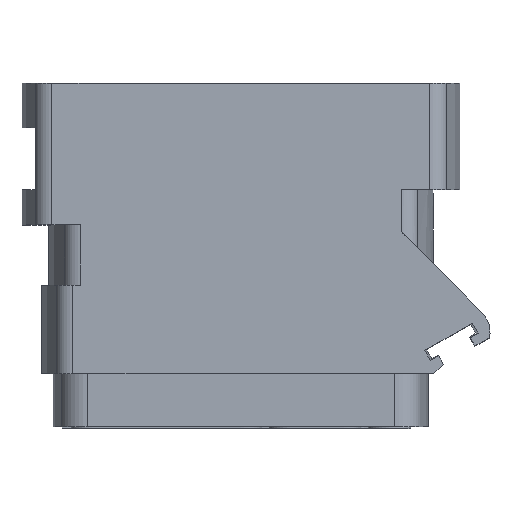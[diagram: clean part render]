
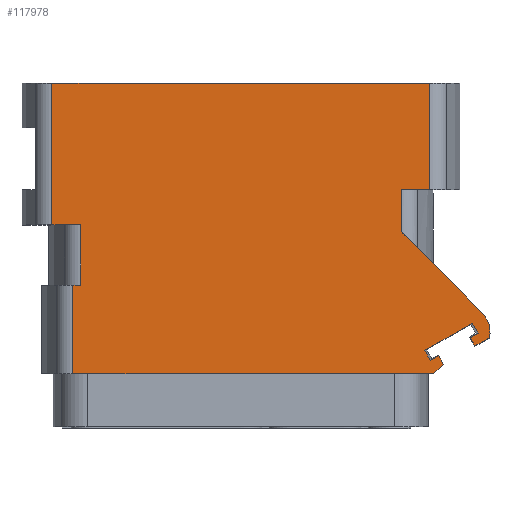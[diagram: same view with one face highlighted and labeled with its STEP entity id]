
A CAD part, top view. The second image highlights one B-rep face of the part: STEP entity #117978.
In plain terms, the highlighted planar face has unit normal (0, 0, 1).
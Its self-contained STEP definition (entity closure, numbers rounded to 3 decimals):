
#10=DIRECTION('',(-1.,0.,0.));
#11=VECTOR('',#10,21.35);
#12=CARTESIAN_POINT('',(10.675,0.,5.));
#13=LINE('',#12,#11);
#96=DIRECTION('',(0.866,0.5,0.));
#97=VECTOR('',#96,0.525);
#98=CARTESIAN_POINT('',(10.725,-15.663,5.));
#99=LINE('',#98,#97);
#100=DIRECTION('',(0.5,-0.866,0.));
#101=VECTOR('',#100,0.55);
#102=CARTESIAN_POINT('',(11.18,-15.4,5.));
#103=LINE('',#102,#101);
#104=DIRECTION('',(-0.727,-0.686,0.));
#105=VECTOR('',#104,0.763);
#106=CARTESIAN_POINT('',(11.455,-15.877,5.));
#107=LINE('',#106,#105);
#108=CARTESIAN_POINT('',(12.588,-14.043,5.));
#109=DIRECTION('',(0.,0.,-1.));
#110=DIRECTION('',(0.707,0.707,0.));
#111=AXIS2_PLACEMENT_3D('',#108,#109,#110);
#113=DIRECTION('',(-0.866,-0.5,0.));
#114=VECTOR('',#113,0.947);
#115=CARTESIAN_POINT('',(14.05,-14.378,5.));
#116=LINE('',#115,#114);
#117=DIRECTION('',(-0.5,0.866,0.));
#118=VECTOR('',#117,0.55);
#119=CARTESIAN_POINT('',(13.23,-14.852,5.));
#120=LINE('',#119,#118);
#121=DIRECTION('',(0.866,0.5,0.));
#122=VECTOR('',#121,0.525);
#123=CARTESIAN_POINT('',(12.955,-14.375,5.));
#124=LINE('',#123,#122);
#125=DIRECTION('',(-0.866,-0.5,0.));
#126=VECTOR('',#125,3.1);
#127=CARTESIAN_POINT('',(13.085,-13.55,5.));
#128=LINE('',#127,#126);
#146=DIRECTION('',(1.,0.,0.));
#147=VECTOR('',#146,20.392);
#148=CARTESIAN_POINT('',(-9.492,-16.4,5.));
#149=LINE('',#148,#147);
#219=DIRECTION('',(-1.,0.,0.));
#220=VECTOR('',#219,0.436);
#221=CARTESIAN_POINT('',(-9.056,-11.4,5.));
#222=LINE('',#221,#220);
#246=DIRECTION('',(1.,0.,0.));
#247=VECTOR('',#246,1.619);
#248=CARTESIAN_POINT('',(-10.675,-8.,5.));
#249=LINE('',#248,#247);
#273=DIRECTION('',(0.,-1.,0.));
#274=VECTOR('',#273,3.4);
#275=CARTESIAN_POINT('',(-9.056,-8.,5.));
#276=LINE('',#275,#274);
#300=DIRECTION('',(0.,-1.,0.));
#301=VECTOR('',#300,8.);
#302=CARTESIAN_POINT('',(-10.675,0.,5.));
#303=LINE('',#302,#301);
#345=DIRECTION('',(0.,-1.,0.));
#346=VECTOR('',#345,5.);
#347=CARTESIAN_POINT('',(-9.492,-11.4,5.));
#348=LINE('',#347,#346);
#93597=DIRECTION('',(0.,1.,0.));
#93598=VECTOR('',#93597,6.);
#93599=CARTESIAN_POINT('',(10.675,-6.,5.));
#93600=LINE('',#93599,#93598);
#93629=DIRECTION('',(1.,0.,0.));
#93630=VECTOR('',#93629,1.619);
#93631=CARTESIAN_POINT('',(9.056,-6.,5.));
#93632=LINE('',#93631,#93630);
#93677=DIRECTION('',(-0.707,0.707,0.));
#93678=VECTOR('',#93677,6.495);
#93679=CARTESIAN_POINT('',(13.649,-12.983,5.));
#93680=LINE('',#93679,#93678);
#93735=DIRECTION('',(0.,1.,0.));
#93736=VECTOR('',#93735,2.39);
#93737=CARTESIAN_POINT('',(9.056,-8.39,5.));
#93738=LINE('',#93737,#93736);
#93780=DIRECTION('',(0.5,-0.866,0.));
#93781=VECTOR('',#93780,0.65);
#93782=CARTESIAN_POINT('',(13.085,-13.55,5.));
#93783=LINE('',#93782,#93781);
#93820=DIRECTION('',(-0.5,0.866,0.));
#93821=VECTOR('',#93820,0.65);
#93822=CARTESIAN_POINT('',(10.725,-15.663,5.));
#93823=LINE('',#93822,#93821);
#93824=CARTESIAN_POINT('',(13.649,-12.983,5.));
#93825=CARTESIAN_POINT('',(14.05,-14.378,5.));
#93826=VERTEX_POINT('',#93824);
#93827=VERTEX_POINT('',#93825);
#93828=CARTESIAN_POINT('',(13.23,-14.852,5.));
#93829=VERTEX_POINT('',#93828);
#94440=CARTESIAN_POINT('',(10.675,-6.,5.));
#94441=VERTEX_POINT('',#94440);
#94442=CARTESIAN_POINT('',(10.675,0.,5.));
#94443=VERTEX_POINT('',#94442);
#94466=CARTESIAN_POINT('',(-10.675,0.,5.));
#94467=VERTEX_POINT('',#94466);
#94474=CARTESIAN_POINT('',(-10.675,-8.,5.));
#94475=VERTEX_POINT('',#94474);
#94488=CARTESIAN_POINT('',(9.056,-8.39,5.));
#94489=CARTESIAN_POINT('',(9.056,-6.,5.));
#94490=VERTEX_POINT('',#94488);
#94491=VERTEX_POINT('',#94489);
#94504=CARTESIAN_POINT('',(-9.056,-8.,5.));
#94505=CARTESIAN_POINT('',(-9.056,-11.4,5.));
#94506=VERTEX_POINT('',#94504);
#94507=VERTEX_POINT('',#94505);
#94520=CARTESIAN_POINT('',(-9.492,-11.4,5.));
#94521=VERTEX_POINT('',#94520);
#94522=CARTESIAN_POINT('',(-9.492,-16.4,5.));
#94523=VERTEX_POINT('',#94522);
#94524=CARTESIAN_POINT('',(10.9,-16.4,5.));
#94525=VERTEX_POINT('',#94524);
#94528=CARTESIAN_POINT('',(11.455,-15.877,5.));
#94529=VERTEX_POINT('',#94528);
#94536=CARTESIAN_POINT('',(10.4,-15.1,5.));
#94537=VERTEX_POINT('',#94536);
#94538=CARTESIAN_POINT('',(13.085,-13.55,5.));
#94540=VERTEX_POINT('',#94538);
#94552=CARTESIAN_POINT('',(10.725,-15.663,5.));
#94553=CARTESIAN_POINT('',(11.18,-15.4,5.));
#94554=VERTEX_POINT('',#94552);
#94555=VERTEX_POINT('',#94553);
#94556=CARTESIAN_POINT('',(12.955,-14.375,5.));
#94557=CARTESIAN_POINT('',(13.41,-14.113,5.));
#94558=VERTEX_POINT('',#94556);
#94559=VERTEX_POINT('',#94557);
#117931=CARTESIAN_POINT('',(11.347,0.,5.));
#117932=DIRECTION('',(0.,0.,1.));
#117933=DIRECTION('',(-1.,0.,0.));
#117934=AXIS2_PLACEMENT_3D('',#117931,#117932,#117933);
#117935=PLANE('',#117934);
#117936=ORIENTED_EDGE('',*,*,#117921,.T.);
#117938=ORIENTED_EDGE('',*,*,#117937,.T.);
#117940=ORIENTED_EDGE('',*,*,#117939,.T.);
#117942=ORIENTED_EDGE('',*,*,#117941,.F.);
#117944=ORIENTED_EDGE('',*,*,#117943,.F.);
#117946=ORIENTED_EDGE('',*,*,#117945,.F.);
#117948=ORIENTED_EDGE('',*,*,#117947,.F.);
#117950=ORIENTED_EDGE('',*,*,#117949,.F.);
#117952=ORIENTED_EDGE('',*,*,#117951,.F.);
#117953=ORIENTED_EDGE('',*,*,#117821,.F.);
#117955=ORIENTED_EDGE('',*,*,#117954,.F.);
#117957=ORIENTED_EDGE('',*,*,#117956,.F.);
#117959=ORIENTED_EDGE('',*,*,#117958,.F.);
#117961=ORIENTED_EDGE('',*,*,#117960,.F.);
#117963=ORIENTED_EDGE('',*,*,#117962,.T.);
#117965=ORIENTED_EDGE('',*,*,#117964,.T.);
#117967=ORIENTED_EDGE('',*,*,#117966,.T.);
#117969=ORIENTED_EDGE('',*,*,#117968,.T.);
#117971=ORIENTED_EDGE('',*,*,#117970,.F.);
#117973=ORIENTED_EDGE('',*,*,#117972,.T.);
#117975=ORIENTED_EDGE('',*,*,#117974,.F.);
#117976=EDGE_LOOP('',(#117936,#117938,#117940,#117942,#117944,#117946,#117948,
#117950,#117952,#117953,#117955,#117957,#117959,#117961,#117963,#117965,#117967,
#117969,#117971,#117973,#117975));
#117977=FACE_OUTER_BOUND('',#117976,.F.);
#117978=ADVANCED_FACE('',(#117977),#117935,.T.);
#112=CIRCLE('',#111,1.5);
#117821=EDGE_CURVE('',#94443,#94467,#13,.T.);
#117921=EDGE_CURVE('',#94554,#94555,#99,.T.);
#117937=EDGE_CURVE('',#94555,#94529,#103,.T.);
#117939=EDGE_CURVE('',#94529,#94525,#107,.T.);
#117941=EDGE_CURVE('',#94523,#94525,#149,.T.);
#117943=EDGE_CURVE('',#94521,#94523,#348,.T.);
#117945=EDGE_CURVE('',#94507,#94521,#222,.T.);
#117947=EDGE_CURVE('',#94506,#94507,#276,.T.);
#117949=EDGE_CURVE('',#94475,#94506,#249,.T.);
#117951=EDGE_CURVE('',#94467,#94475,#303,.T.);
#117954=EDGE_CURVE('',#94441,#94443,#93600,.T.);
#117956=EDGE_CURVE('',#94491,#94441,#93632,.T.);
#117958=EDGE_CURVE('',#94490,#94491,#93738,.T.);
#117960=EDGE_CURVE('',#93826,#94490,#93680,.T.);
#117962=EDGE_CURVE('',#93826,#93827,#112,.T.);
#117964=EDGE_CURVE('',#93827,#93829,#116,.T.);
#117966=EDGE_CURVE('',#93829,#94558,#120,.T.);
#117968=EDGE_CURVE('',#94558,#94559,#124,.T.);
#117970=EDGE_CURVE('',#94540,#94559,#93783,.T.);
#117972=EDGE_CURVE('',#94540,#94537,#128,.T.);
#117974=EDGE_CURVE('',#94554,#94537,#93823,.T.);
